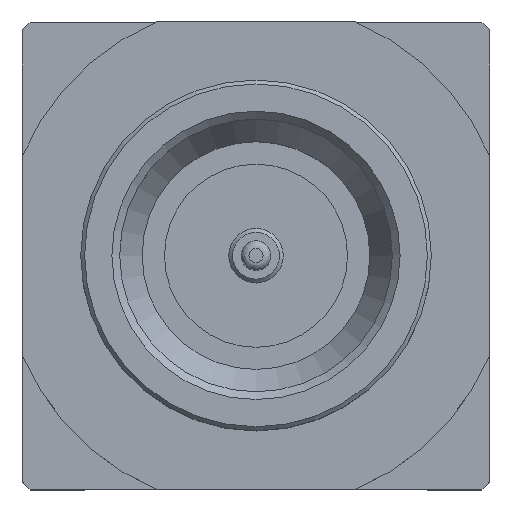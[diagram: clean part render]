
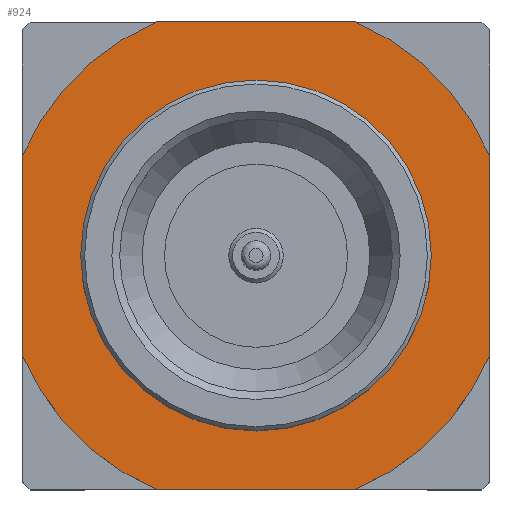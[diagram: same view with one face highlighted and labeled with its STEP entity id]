
A CAD part, top view. The second image highlights one B-rep face of the part: STEP entity #924.
In plain terms, the highlighted planar face has unit normal (0, 0, 1).
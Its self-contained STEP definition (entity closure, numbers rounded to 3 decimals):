
#16=FACE_BOUND('',#123,.T.);
#33=PLANE('',#995);
#68=FACE_OUTER_BOUND('',#122,.T.);
#122=EDGE_LOOP('',(#635,#636,#637,#638,#639,#640,#641,#642));
#123=EDGE_LOOP('',(#643));
#181=LINE('',#1365,#272);
#199=LINE('',#1402,#290);
#201=LINE('',#1408,#292);
#202=LINE('',#1413,#293);
#272=VECTOR('',#1098,1000.);
#290=VECTOR('',#1118,1000.);
#292=VECTOR('',#1124,1000.);
#293=VECTOR('',#1129,1000.);
#361=CIRCLE('',#996,3.261);
#362=CIRCLE('',#997,3.261);
#363=CIRCLE('',#998,3.261);
#364=CIRCLE('',#999,3.261);
#365=CIRCLE('',#1000,2.25);
#400=VERTEX_POINT('',#1362);
#401=VERTEX_POINT('',#1364);
#418=VERTEX_POINT('',#1399);
#419=VERTEX_POINT('',#1401);
#420=VERTEX_POINT('',#1405);
#421=VERTEX_POINT('',#1407);
#422=VERTEX_POINT('',#1410);
#423=VERTEX_POINT('',#1412);
#424=VERTEX_POINT('',#1415);
#484=EDGE_CURVE('',#401,#400,#181,.T.);
#502=EDGE_CURVE('',#418,#419,#199,.T.);
#504=EDGE_CURVE('',#400,#420,#361,.T.);
#505=EDGE_CURVE('',#421,#420,#201,.T.);
#506=EDGE_CURVE('',#421,#419,#362,.T.);
#507=EDGE_CURVE('',#418,#422,#363,.T.);
#508=EDGE_CURVE('',#422,#423,#202,.T.);
#509=EDGE_CURVE('',#423,#401,#364,.T.);
#510=EDGE_CURVE('',#424,#424,#365,.T.);
#635=ORIENTED_EDGE('',*,*,#484,.T.);
#636=ORIENTED_EDGE('',*,*,#504,.T.);
#637=ORIENTED_EDGE('',*,*,#505,.F.);
#638=ORIENTED_EDGE('',*,*,#506,.T.);
#639=ORIENTED_EDGE('',*,*,#502,.F.);
#640=ORIENTED_EDGE('',*,*,#507,.T.);
#641=ORIENTED_EDGE('',*,*,#508,.T.);
#642=ORIENTED_EDGE('',*,*,#509,.T.);
#643=ORIENTED_EDGE('',*,*,#510,.T.);
#924=ADVANCED_FACE('',(#68,#16),#33,.T.);
#995=AXIS2_PLACEMENT_3D('',#1404,#1120,#1121);
#996=AXIS2_PLACEMENT_3D('',#1406,#1122,#1123);
#997=AXIS2_PLACEMENT_3D('',#1409,#1125,#1126);
#998=AXIS2_PLACEMENT_3D('',#1411,#1127,#1128);
#999=AXIS2_PLACEMENT_3D('',#1414,#1130,#1131);
#1000=AXIS2_PLACEMENT_3D('',#1416,#1132,#1133);
#1098=DIRECTION('',(0.,1.,0.));
#1118=DIRECTION('',(0.,1.,0.));
#1120=DIRECTION('center_axis',(0.,0.,1.));
#1121=DIRECTION('ref_axis',(1.,0.,0.));
#1122=DIRECTION('center_axis',(0.,0.,1.));
#1123=DIRECTION('ref_axis',(1.,0.,0.));
#1124=DIRECTION('',(1.,0.,0.));
#1125=DIRECTION('center_axis',(0.,0.,1.));
#1126=DIRECTION('ref_axis',(1.,0.,0.));
#1127=DIRECTION('center_axis',(0.,0.,1.));
#1128=DIRECTION('ref_axis',(1.,0.,0.));
#1129=DIRECTION('',(1.,0.,0.));
#1130=DIRECTION('center_axis',(0.,0.,1.));
#1131=DIRECTION('ref_axis',(1.,0.,0.));
#1132=DIRECTION('center_axis',(0.,0.,-1.));
#1133=DIRECTION('ref_axis',(0.,1.,0.));
#1362=CARTESIAN_POINT('',(3.,1.278,0.7));
#1364=CARTESIAN_POINT('',(3.,-1.278,0.7));
#1365=CARTESIAN_POINT('',(3.,-3.,0.7));
#1399=CARTESIAN_POINT('',(-3.,-1.278,0.7));
#1401=CARTESIAN_POINT('',(-3.,1.278,0.7));
#1402=CARTESIAN_POINT('',(-3.,-3.,0.7));
#1404=CARTESIAN_POINT('Origin',(-3.,-3.,0.7));
#1405=CARTESIAN_POINT('',(1.278,3.,0.7));
#1406=CARTESIAN_POINT('Origin',(0.,0.,0.7));
#1407=CARTESIAN_POINT('',(-1.278,3.,0.7));
#1408=CARTESIAN_POINT('',(-3.,3.,0.7));
#1409=CARTESIAN_POINT('Origin',(0.,0.,0.7));
#1410=CARTESIAN_POINT('',(-1.278,-3.,0.7));
#1411=CARTESIAN_POINT('Origin',(0.,0.,0.7));
#1412=CARTESIAN_POINT('',(1.278,-3.,0.7));
#1413=CARTESIAN_POINT('',(-3.,-3.,0.7));
#1414=CARTESIAN_POINT('Origin',(0.,0.,0.7));
#1415=CARTESIAN_POINT('',(2.25,0.,0.7));
#1416=CARTESIAN_POINT('Origin',(0.,0.,0.7));
